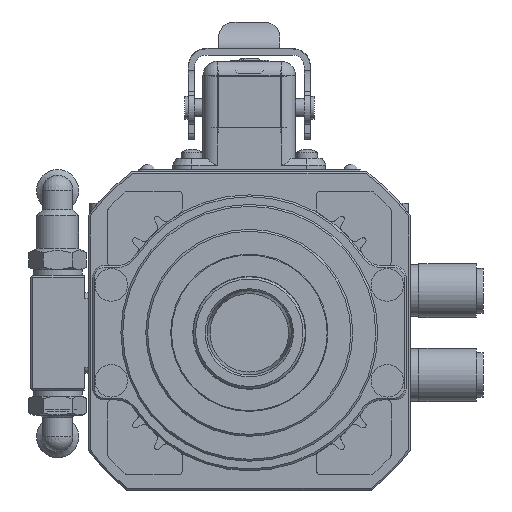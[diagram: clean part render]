
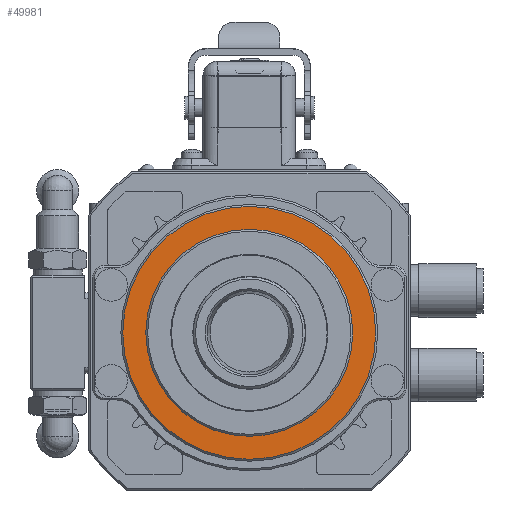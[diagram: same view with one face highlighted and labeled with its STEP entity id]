
A CAD part, front view. The second image highlights one B-rep face of the part: STEP entity #49981.
In plain terms, the highlighted planar face has unit normal (0, -1, 0).
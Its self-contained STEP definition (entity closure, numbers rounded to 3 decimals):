
#12983=PLANE('',#66406);
#15958=VERTEX_POINT('',#78799);
#16167=VERTEX_POINT('',#82874);
#16168=VERTEX_POINT('',#82875);
#19972=CIRCLE('',#66274,25.);
#20000=CIRCLE('',#66407,33.);
#20001=CIRCLE('',#66408,33.);
#24435=EDGE_CURVE('',#15958,#15958,#19972,.T.);
#24728=EDGE_CURVE('',#16167,#16168,#20000,.T.);
#24729=EDGE_CURVE('',#16168,#16167,#20001,.T.);
#35180=ORIENTED_EDGE('',*,*,#24728,.T.);
#35181=ORIENTED_EDGE('',*,*,#24729,.T.);
#35182=ORIENTED_EDGE('',*,*,#24435,.F.);
#44000=EDGE_LOOP('',(#35180,#35181));
#44001=EDGE_LOOP('',(#35182));
#47056=FACE_BOUND('',#44000,.T.);
#47057=FACE_BOUND('',#44001,.T.);
#49981=ADVANCED_FACE('',(#47056,#47057),#12983,.F.);
#57916=DIRECTION('',(0.,-1.,0.));
#57917=DIRECTION('',(-25.,0.,0.));
#58228=DIRECTION('',(0.,1.,0.));
#58229=DIRECTION('',(0.,-1.,0.));
#58230=DIRECTION('',(0.,0.,-33.));
#58231=DIRECTION('',(0.,-1.,0.));
#58232=DIRECTION('',(0.,0.,-33.));
#66274=AXIS2_PLACEMENT_3D('',#78800,#57916,#57917);
#66406=AXIS2_PLACEMENT_3D('',#82872,#58228,$);
#66407=AXIS2_PLACEMENT_3D('',#82873,#58229,#58230);
#66408=AXIS2_PLACEMENT_3D('',#82876,#58231,#58232);
#78799=CARTESIAN_POINT('',(-25.,-50.,0.));
#78800=CARTESIAN_POINT('',(0.,-50.,0.));
#82872=CARTESIAN_POINT('',(-31.2,-50.,-2.));
#82873=CARTESIAN_POINT('',(0.,-50.,0.));
#82874=CARTESIAN_POINT('',(-33.,-50.,0.));
#82875=CARTESIAN_POINT('',(0.,-50.,-33.));
#82876=CARTESIAN_POINT('',(0.,-50.,0.));
